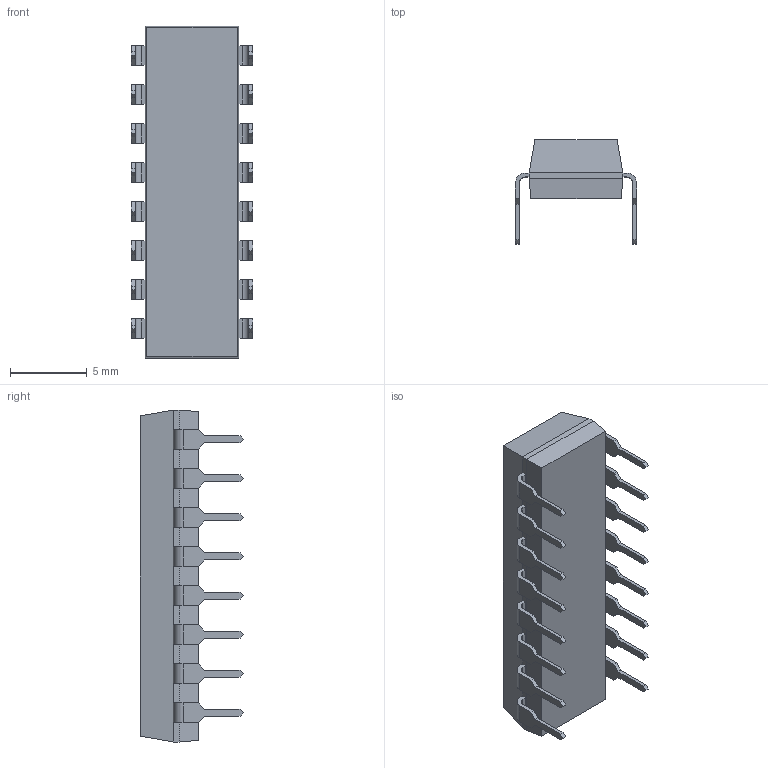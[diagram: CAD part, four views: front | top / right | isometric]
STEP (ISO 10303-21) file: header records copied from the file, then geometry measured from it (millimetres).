
FILE_DESCRIPTION (( 'STEP AP214' ), '1' );
FILE_NAME ('7FA29A6D-55F5-4D59-A63C-8B8806D6D344.STEP', '2008-06-26T03:10:55', ( 'sysAdmin' ), ( 'SolidWorks' ), 'SwSTEP 2.0', 'SolidWorks 2008', '' );
FILE_SCHEMA (( 'AUTOMOTIVE_DESIGN' ));
Length unit declared in the file: inch
Products named in the file (1): 7FA29A6D-55F5-4D59-A63C-8B8806D6D344
Bounding box: 7.87 x 6.76 x 21.59 mm (x, y, z)
Volume: 490.7 mm3; surface area: 614.7 mm2
Topology: 1 solids, 1 shells, 243 faces, 683 edges, 442 vertices
Faces by surface type: plane 209, cylinder 34
Entity records: 7959 total; most frequent: CARTESIAN_POINT 1369, ORIENTED_EDGE 1366, DIRECTION 1239, EDGE_CURVE 683, VECTOR 615, LINE 615, VERTEX_POINT 442, AXIS2_PLACEMENT_3D 312
